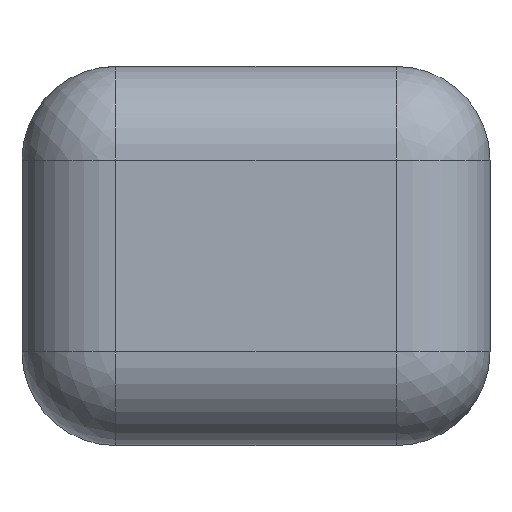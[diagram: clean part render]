
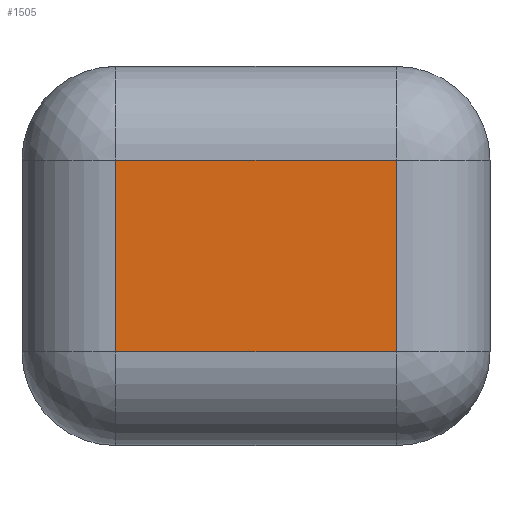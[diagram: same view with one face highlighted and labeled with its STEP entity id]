
A CAD part, front view. The second image highlights one B-rep face of the part: STEP entity #1505.
In plain terms, the highlighted planar face has unit normal (0, -1, 0).
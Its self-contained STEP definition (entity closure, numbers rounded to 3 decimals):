
#253=DIRECTION('',(0.,0.,-1.));
#254=VECTOR('',#253,32.823);
#255=CARTESIAN_POINT('',(64.022,0.,48.823));
#256=LINE('',#255,#254);
#257=DIRECTION('',(-1.,0.,0.));
#258=VECTOR('',#257,48.022);
#259=CARTESIAN_POINT('',(64.022,0.,16.));
#260=LINE('',#259,#258);
#261=DIRECTION('',(0.,0.,1.));
#262=VECTOR('',#261,32.823);
#263=CARTESIAN_POINT('',(16.,0.,16.));
#264=LINE('',#263,#262);
#265=DIRECTION('',(1.,0.,0.));
#266=VECTOR('',#265,48.022);
#267=CARTESIAN_POINT('',(16.,0.,48.823));
#268=LINE('',#267,#266);
#989=CARTESIAN_POINT('',(64.022,0.,48.823));
#990=CARTESIAN_POINT('',(64.022,0.,16.));
#991=VERTEX_POINT('',#989);
#992=VERTEX_POINT('',#990);
#997=CARTESIAN_POINT('',(16.,0.,16.));
#998=VERTEX_POINT('',#997);
#1003=CARTESIAN_POINT('',(16.,0.,48.823));
#1004=VERTEX_POINT('',#1003);
#1492=CARTESIAN_POINT('',(0.,0.,0.));
#1493=DIRECTION('',(0.,-1.,0.));
#1494=DIRECTION('',(1.,0.,0.));
#1495=AXIS2_PLACEMENT_3D('',#1492,#1493,#1494);
#1496=PLANE('',#1495);
#1497=ORIENTED_EDGE('',*,*,#1485,.T.);
#1498=ORIENTED_EDGE('',*,*,#1292,.T.);
#1500=ORIENTED_EDGE('',*,*,#1499,.T.);
#1502=ORIENTED_EDGE('',*,*,#1501,.T.);
#1503=EDGE_LOOP('',(#1497,#1498,#1500,#1502));
#1504=FACE_OUTER_BOUND('',#1503,.F.);
#1292=EDGE_CURVE('',#992,#998,#260,.T.);
#1485=EDGE_CURVE('',#991,#992,#256,.T.);
#1499=EDGE_CURVE('',#998,#1004,#264,.T.);
#1501=EDGE_CURVE('',#1004,#991,#268,.T.);
#1505=ADVANCED_FACE('',(#1504),#1496,.T.);
